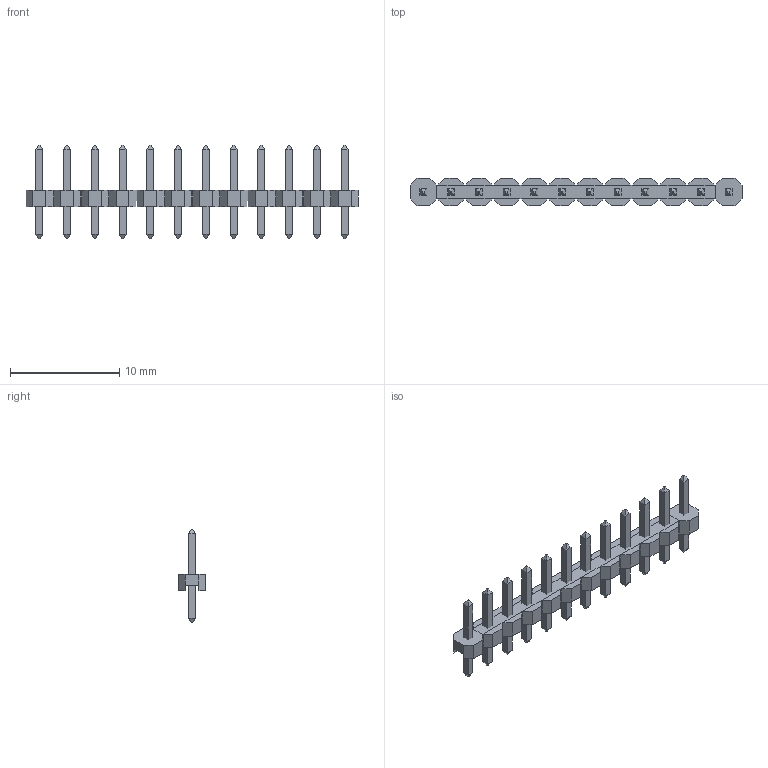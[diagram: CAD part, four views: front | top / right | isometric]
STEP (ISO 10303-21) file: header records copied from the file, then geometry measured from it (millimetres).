
FILE_DESCRIPTION(/* description */ (''),/* implementation_level */ '2;1');
FILE_NAME(/* name */ 'Header_12x1_male',/* time_stamp */ '2022-08-15T01:21:01-04:00',/* author */ (''),/* organization */ (''),/* preprocessor_version */ 'ST-DEVELOPER v16.5',/* originating_system */ 'Rhino 7.19',/* authorisation */ '');
FILE_SCHEMA (('AUTOMOTIVE_DESIGN'));
Length unit declared in the file: millimetre
Products named in the file (1): Document
Bounding box: 30.38 x 2.54 x 8.52 mm (x, y, z)
Volume: 119.4 mm3; surface area: 528.1 mm2
Topology: 13 solids, 13 shells, 336 faces, 742 edges, 432 vertices
Faces by surface type: plane 336
Entity records: 7756 total; most frequent: CARTESIAN_POINT 2234, ORIENTED_EDGE 1484, EDGE_CURVE 742, B_SPLINE_CURVE_WITH_KNOTS 742, VERTEX_POINT 432, ADVANCED_FACE 336, FACE_OUTER_BOUND 336, EDGE_LOOP 336
